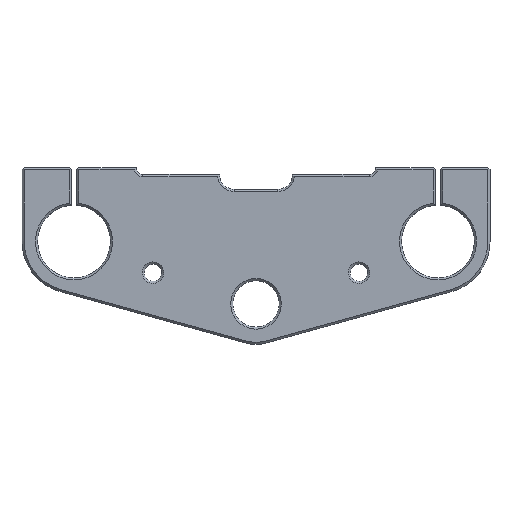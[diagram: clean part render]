
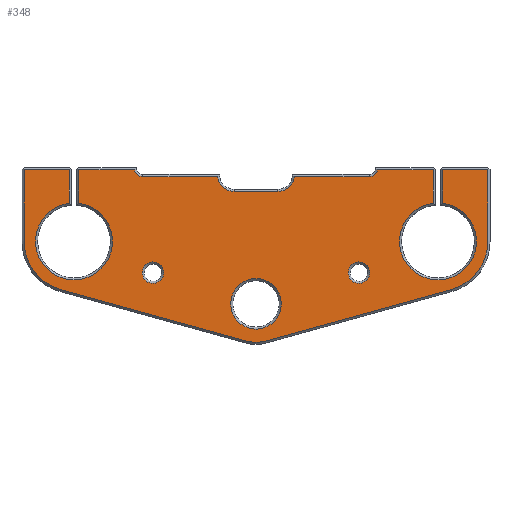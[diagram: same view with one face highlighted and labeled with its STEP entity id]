
A CAD part, top view. The second image highlights one B-rep face of the part: STEP entity #348.
In plain terms, the highlighted planar face has unit normal (0, 0, 1).
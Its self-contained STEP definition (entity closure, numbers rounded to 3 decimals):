
#57=CARTESIAN_POINT('Axis2P3D Location',(49.5,15.,30.)) ;
#61=CARTESIAN_POINT('Vertex',(54.02,12.531,30.)) ;
#63=CARTESIAN_POINT('Vertex',(44.98,17.469,30.)) ;
#92=CARTESIAN_POINT('Axis2P3D Location',(49.5,15.,30.)) ;
#109=CARTESIAN_POINT('Axis2P3D Location',(0.,0.,30.)) ;
#114=CARTESIAN_POINT('Line Origine',(85.2,56.431,30.)) ;
#118=CARTESIAN_POINT('Vertex',(85.2,48.363,30.)) ;
#120=CARTESIAN_POINT('Vertex',(85.2,64.5,30.)) ;
#123=CARTESIAN_POINT('Line Origine',(71.794,64.5,30.)) ;
#127=CARTESIAN_POINT('Vertex',(58.388,64.5,30.)) ;
#130=CARTESIAN_POINT('Axis2P3D Location',(54.45,65.2,30.)) ;
#134=CARTESIAN_POINT('Vertex',(54.45,61.2,30.)) ;
#137=CARTESIAN_POINT('Line Origine',(36.455,61.2,30.)) ;
#141=CARTESIAN_POINT('Vertex',(18.46,61.2,30.)) ;
#144=CARTESIAN_POINT('Axis2P3D Location',(10.5,62.,30.)) ;
#148=CARTESIAN_POINT('Vertex',(10.5,54.,30.)) ;
#151=CARTESIAN_POINT('Line Origine',(0.,54.,30.)) ;
#155=CARTESIAN_POINT('Vertex',(-10.5,54.,30.)) ;
#158=CARTESIAN_POINT('Axis2P3D Location',(-10.5,62.,30.)) ;
#162=CARTESIAN_POINT('Vertex',(-18.46,61.2,30.)) ;
#165=CARTESIAN_POINT('Line Origine',(-36.455,61.2,30.)) ;
#169=CARTESIAN_POINT('Vertex',(-54.45,61.2,30.)) ;
#172=CARTESIAN_POINT('Axis2P3D Location',(-54.45,65.2,30.)) ;
#176=CARTESIAN_POINT('Vertex',(-58.388,64.5,30.)) ;
#179=CARTESIAN_POINT('Line Origine',(-71.794,64.5,30.)) ;
#183=CARTESIAN_POINT('Vertex',(-85.2,64.5,30.)) ;
#186=CARTESIAN_POINT('Line Origine',(-85.2,56.431,30.)) ;
#190=CARTESIAN_POINT('Vertex',(-85.2,48.363,30.)) ;
#193=CARTESIAN_POINT('Axis2P3D Location',(-87.45,30.,30.)) ;
#197=CARTESIAN_POINT('Vertex',(-89.7,48.363,30.)) ;
#200=CARTESIAN_POINT('Line Origine',(-89.7,56.431,30.)) ;
#204=CARTESIAN_POINT('Vertex',(-89.7,64.5,30.)) ;
#207=CARTESIAN_POINT('Line Origine',(-100.575,64.5,30.)) ;
#211=CARTESIAN_POINT('Vertex',(-111.45,64.5,30.)) ;
#214=CARTESIAN_POINT('Line Origine',(-111.45,47.25,30.)) ;
#218=CARTESIAN_POINT('Vertex',(-111.45,30.,30.)) ;
#221=CARTESIAN_POINT('Axis2P3D Location',(-87.45,30.,30.)) ;
#225=CARTESIAN_POINT('Vertex',(-93.861,6.872,30.)) ;
#228=CARTESIAN_POINT('Line Origine',(-49.395,-5.454,30.)) ;
#232=CARTESIAN_POINT('Vertex',(-4.928,-17.78,30.)) ;
#235=CARTESIAN_POINT('Axis2P3D Location',(0.,0.,30.)) ;
#239=CARTESIAN_POINT('Vertex',(4.928,-17.78,30.)) ;
#242=CARTESIAN_POINT('Line Origine',(49.395,-5.454,30.)) ;
#246=CARTESIAN_POINT('Vertex',(93.861,6.872,30.)) ;
#249=CARTESIAN_POINT('Axis2P3D Location',(87.45,30.,30.)) ;
#253=CARTESIAN_POINT('Vertex',(111.45,30.,30.)) ;
#256=CARTESIAN_POINT('Line Origine',(111.45,47.25,30.)) ;
#260=CARTESIAN_POINT('Vertex',(111.45,64.5,30.)) ;
#263=CARTESIAN_POINT('Line Origine',(100.575,64.5,30.)) ;
#267=CARTESIAN_POINT('Vertex',(89.7,64.5,30.)) ;
#270=CARTESIAN_POINT('Line Origine',(89.7,56.431,30.)) ;
#274=CARTESIAN_POINT('Vertex',(89.7,48.363,30.)) ;
#277=CARTESIAN_POINT('Axis2P3D Location',(87.45,30.,30.)) ;
#312=CARTESIAN_POINT('Axis2P3D Location',(-49.5,15.,30.)) ;
#316=CARTESIAN_POINT('Vertex',(-54.02,17.469,30.)) ;
#318=CARTESIAN_POINT('Vertex',(-44.98,12.531,30.)) ;
#321=CARTESIAN_POINT('Axis2P3D Location',(-49.5,15.,30.)) ;
#330=CARTESIAN_POINT('Axis2P3D Location',(0.,0.,30.)) ;
#334=CARTESIAN_POINT('Vertex',(12.15,0.,30.)) ;
#336=CARTESIAN_POINT('Vertex',(-12.15,0.,30.)) ;
#339=CARTESIAN_POINT('Axis2P3D Location',(0.,0.,30.)) ;
#58=DIRECTION('Axis2P3D Direction',(0.,0.,1.)) ;
#93=DIRECTION('Axis2P3D Direction',(0.,0.,1.)) ;
#110=DIRECTION('Axis2P3D Direction',(0.,0.,1.)) ;
#111=DIRECTION('Axis2P3D XDirection',(1.,0.,0.)) ;
#115=DIRECTION('Vector Direction',(0.,1.,0.)) ;
#124=DIRECTION('Vector Direction',(1.,0.,0.)) ;
#131=DIRECTION('Axis2P3D Direction',(0.,0.,1.)) ;
#138=DIRECTION('Vector Direction',(1.,0.,0.)) ;
#145=DIRECTION('Axis2P3D Direction',(0.,0.,1.)) ;
#152=DIRECTION('Vector Direction',(-1.,0.,0.)) ;
#159=DIRECTION('Axis2P3D Direction',(0.,0.,1.)) ;
#166=DIRECTION('Vector Direction',(1.,0.,0.)) ;
#173=DIRECTION('Axis2P3D Direction',(0.,0.,1.)) ;
#180=DIRECTION('Vector Direction',(1.,0.,0.)) ;
#187=DIRECTION('Vector Direction',(0.,-1.,0.)) ;
#194=DIRECTION('Axis2P3D Direction',(0.,0.,1.)) ;
#201=DIRECTION('Vector Direction',(0.,1.,0.)) ;
#208=DIRECTION('Vector Direction',(1.,0.,0.)) ;
#215=DIRECTION('Vector Direction',(0.,-1.,0.)) ;
#222=DIRECTION('Axis2P3D Direction',(0.,0.,1.)) ;
#229=DIRECTION('Vector Direction',(0.964,-0.267,0.)) ;
#236=DIRECTION('Axis2P3D Direction',(0.,0.,1.)) ;
#243=DIRECTION('Vector Direction',(-0.964,-0.267,0.)) ;
#250=DIRECTION('Axis2P3D Direction',(0.,0.,1.)) ;
#257=DIRECTION('Vector Direction',(0.,-1.,0.)) ;
#264=DIRECTION('Vector Direction',(1.,0.,0.)) ;
#271=DIRECTION('Vector Direction',(0.,-1.,0.)) ;
#278=DIRECTION('Axis2P3D Direction',(0.,0.,1.)) ;
#313=DIRECTION('Axis2P3D Direction',(0.,0.,1.)) ;
#322=DIRECTION('Axis2P3D Direction',(0.,0.,1.)) ;
#331=DIRECTION('Axis2P3D Direction',(0.,0.,1.)) ;
#340=DIRECTION('Axis2P3D Direction',(0.,0.,1.)) ;
#59=AXIS2_PLACEMENT_3D('Circle Axis2P3D',#57,#58,$) ;
#94=AXIS2_PLACEMENT_3D('Circle Axis2P3D',#92,#93,$) ;
#112=AXIS2_PLACEMENT_3D('Plane Axis2P3D',#109,#110,#111) ;
#132=AXIS2_PLACEMENT_3D('Circle Axis2P3D',#130,#131,$) ;
#146=AXIS2_PLACEMENT_3D('Circle Axis2P3D',#144,#145,$) ;
#160=AXIS2_PLACEMENT_3D('Circle Axis2P3D',#158,#159,$) ;
#174=AXIS2_PLACEMENT_3D('Circle Axis2P3D',#172,#173,$) ;
#195=AXIS2_PLACEMENT_3D('Circle Axis2P3D',#193,#194,$) ;
#223=AXIS2_PLACEMENT_3D('Circle Axis2P3D',#221,#222,$) ;
#237=AXIS2_PLACEMENT_3D('Circle Axis2P3D',#235,#236,$) ;
#251=AXIS2_PLACEMENT_3D('Circle Axis2P3D',#249,#250,$) ;
#279=AXIS2_PLACEMENT_3D('Circle Axis2P3D',#277,#278,$) ;
#314=AXIS2_PLACEMENT_3D('Circle Axis2P3D',#312,#313,$) ;
#323=AXIS2_PLACEMENT_3D('Circle Axis2P3D',#321,#322,$) ;
#332=AXIS2_PLACEMENT_3D('Circle Axis2P3D',#330,#331,$) ;
#341=AXIS2_PLACEMENT_3D('Circle Axis2P3D',#339,#340,$) ;
#283=ORIENTED_EDGE('',*,*,#122,.T.) ;
#284=ORIENTED_EDGE('',*,*,#129,.T.) ;
#285=ORIENTED_EDGE('',*,*,#136,.T.) ;
#286=ORIENTED_EDGE('',*,*,#143,.T.) ;
#287=ORIENTED_EDGE('',*,*,#150,.T.) ;
#288=ORIENTED_EDGE('',*,*,#157,.T.) ;
#289=ORIENTED_EDGE('',*,*,#164,.T.) ;
#290=ORIENTED_EDGE('',*,*,#171,.T.) ;
#291=ORIENTED_EDGE('',*,*,#178,.T.) ;
#292=ORIENTED_EDGE('',*,*,#185,.T.) ;
#293=ORIENTED_EDGE('',*,*,#192,.T.) ;
#294=ORIENTED_EDGE('',*,*,#199,.T.) ;
#295=ORIENTED_EDGE('',*,*,#206,.T.) ;
#296=ORIENTED_EDGE('',*,*,#213,.T.) ;
#297=ORIENTED_EDGE('',*,*,#220,.T.) ;
#298=ORIENTED_EDGE('',*,*,#227,.T.) ;
#299=ORIENTED_EDGE('',*,*,#234,.T.) ;
#300=ORIENTED_EDGE('',*,*,#241,.T.) ;
#301=ORIENTED_EDGE('',*,*,#248,.T.) ;
#302=ORIENTED_EDGE('',*,*,#255,.T.) ;
#303=ORIENTED_EDGE('',*,*,#262,.T.) ;
#304=ORIENTED_EDGE('',*,*,#269,.T.) ;
#305=ORIENTED_EDGE('',*,*,#276,.T.) ;
#306=ORIENTED_EDGE('',*,*,#281,.T.) ;
#309=ORIENTED_EDGE('',*,*,#96,.F.) ;
#310=ORIENTED_EDGE('',*,*,#65,.F.) ;
#327=ORIENTED_EDGE('',*,*,#320,.F.) ;
#328=ORIENTED_EDGE('',*,*,#325,.F.) ;
#345=ORIENTED_EDGE('',*,*,#338,.F.) ;
#346=ORIENTED_EDGE('',*,*,#343,.F.) ;
#311=FACE_BOUND('',#308,.T.) ;
#329=FACE_BOUND('',#326,.T.) ;
#347=FACE_BOUND('',#344,.T.) ;
#116=VECTOR('Line Direction',#115,1.) ;
#125=VECTOR('Line Direction',#124,1.) ;
#139=VECTOR('Line Direction',#138,1.) ;
#153=VECTOR('Line Direction',#152,1.) ;
#167=VECTOR('Line Direction',#166,1.) ;
#181=VECTOR('Line Direction',#180,1.) ;
#188=VECTOR('Line Direction',#187,1.) ;
#202=VECTOR('Line Direction',#201,1.) ;
#209=VECTOR('Line Direction',#208,1.) ;
#216=VECTOR('Line Direction',#215,1.) ;
#230=VECTOR('Line Direction',#229,1.) ;
#244=VECTOR('Line Direction',#243,1.) ;
#258=VECTOR('Line Direction',#257,1.) ;
#265=VECTOR('Line Direction',#264,1.) ;
#272=VECTOR('Line Direction',#271,1.) ;
#348=ADVANCED_FACE('Corps principal',(#307,#311,#329,#347),#113,.T.) ;
#60=CIRCLE('generated circle',#59,5.15) ;
#95=CIRCLE('generated circle',#94,5.15) ;
#133=CIRCLE('generated circle',#132,4.) ;
#147=CIRCLE('generated circle',#146,8.) ;
#161=CIRCLE('generated circle',#160,8.) ;
#175=CIRCLE('generated circle',#174,4.) ;
#196=CIRCLE('generated circle',#195,18.5) ;
#224=CIRCLE('generated circle',#223,24.) ;
#238=CIRCLE('generated circle',#237,18.45) ;
#252=CIRCLE('generated circle',#251,24.) ;
#280=CIRCLE('generated circle',#279,18.5) ;
#315=CIRCLE('generated circle',#314,5.15) ;
#324=CIRCLE('generated circle',#323,5.15) ;
#333=CIRCLE('generated circle',#332,12.15) ;
#342=CIRCLE('generated circle',#341,12.15) ;
#65=EDGE_CURVE('',#62,#64,#60,.T.) ;
#96=EDGE_CURVE('',#64,#62,#95,.T.) ;
#122=EDGE_CURVE('',#119,#121,#117,.T.) ;
#129=EDGE_CURVE('',#121,#128,#126,.F.) ;
#136=EDGE_CURVE('',#128,#135,#133,.F.) ;
#143=EDGE_CURVE('',#135,#142,#140,.F.) ;
#150=EDGE_CURVE('',#142,#149,#147,.F.) ;
#157=EDGE_CURVE('',#149,#156,#154,.T.) ;
#164=EDGE_CURVE('',#156,#163,#161,.F.) ;
#171=EDGE_CURVE('',#163,#170,#168,.F.) ;
#178=EDGE_CURVE('',#170,#177,#175,.F.) ;
#185=EDGE_CURVE('',#177,#184,#182,.F.) ;
#192=EDGE_CURVE('',#184,#191,#189,.T.) ;
#199=EDGE_CURVE('',#191,#198,#196,.F.) ;
#206=EDGE_CURVE('',#198,#205,#203,.T.) ;
#213=EDGE_CURVE('',#205,#212,#210,.F.) ;
#220=EDGE_CURVE('',#212,#219,#217,.T.) ;
#227=EDGE_CURVE('',#219,#226,#224,.T.) ;
#234=EDGE_CURVE('',#226,#233,#231,.T.) ;
#241=EDGE_CURVE('',#233,#240,#238,.T.) ;
#248=EDGE_CURVE('',#240,#247,#245,.F.) ;
#255=EDGE_CURVE('',#247,#254,#252,.T.) ;
#262=EDGE_CURVE('',#254,#261,#259,.F.) ;
#269=EDGE_CURVE('',#261,#268,#266,.F.) ;
#276=EDGE_CURVE('',#268,#275,#273,.T.) ;
#281=EDGE_CURVE('',#275,#119,#280,.F.) ;
#320=EDGE_CURVE('',#317,#319,#315,.T.) ;
#325=EDGE_CURVE('',#319,#317,#324,.T.) ;
#338=EDGE_CURVE('',#335,#337,#333,.T.) ;
#343=EDGE_CURVE('',#337,#335,#342,.T.) ;
#282=EDGE_LOOP('',(#283,#284,#285,#286,#287,#288,#289,#290,#291,#292,#293,#294,#295,#296,#297,#298,#299,#300,#301,#302,#303,#304,#305,#306)) ;
#308=EDGE_LOOP('',(#309,#310)) ;
#326=EDGE_LOOP('',(#327,#328)) ;
#344=EDGE_LOOP('',(#345,#346)) ;
#307=FACE_OUTER_BOUND('',#282,.T.) ;
#117=LINE('Line',#114,#116) ;
#126=LINE('Line',#123,#125) ;
#140=LINE('Line',#137,#139) ;
#154=LINE('Line',#151,#153) ;
#168=LINE('Line',#165,#167) ;
#182=LINE('Line',#179,#181) ;
#189=LINE('Line',#186,#188) ;
#203=LINE('Line',#200,#202) ;
#210=LINE('Line',#207,#209) ;
#217=LINE('Line',#214,#216) ;
#231=LINE('Line',#228,#230) ;
#245=LINE('Line',#242,#244) ;
#259=LINE('Line',#256,#258) ;
#266=LINE('Line',#263,#265) ;
#273=LINE('Line',#270,#272) ;
#113=PLANE('Plane',#112) ;
#62=VERTEX_POINT('',#61) ;
#64=VERTEX_POINT('',#63) ;
#119=VERTEX_POINT('',#118) ;
#121=VERTEX_POINT('',#120) ;
#128=VERTEX_POINT('',#127) ;
#135=VERTEX_POINT('',#134) ;
#142=VERTEX_POINT('',#141) ;
#149=VERTEX_POINT('',#148) ;
#156=VERTEX_POINT('',#155) ;
#163=VERTEX_POINT('',#162) ;
#170=VERTEX_POINT('',#169) ;
#177=VERTEX_POINT('',#176) ;
#184=VERTEX_POINT('',#183) ;
#191=VERTEX_POINT('',#190) ;
#198=VERTEX_POINT('',#197) ;
#205=VERTEX_POINT('',#204) ;
#212=VERTEX_POINT('',#211) ;
#219=VERTEX_POINT('',#218) ;
#226=VERTEX_POINT('',#225) ;
#233=VERTEX_POINT('',#232) ;
#240=VERTEX_POINT('',#239) ;
#247=VERTEX_POINT('',#246) ;
#254=VERTEX_POINT('',#253) ;
#261=VERTEX_POINT('',#260) ;
#268=VERTEX_POINT('',#267) ;
#275=VERTEX_POINT('',#274) ;
#317=VERTEX_POINT('',#316) ;
#319=VERTEX_POINT('',#318) ;
#335=VERTEX_POINT('',#334) ;
#337=VERTEX_POINT('',#336) ;
